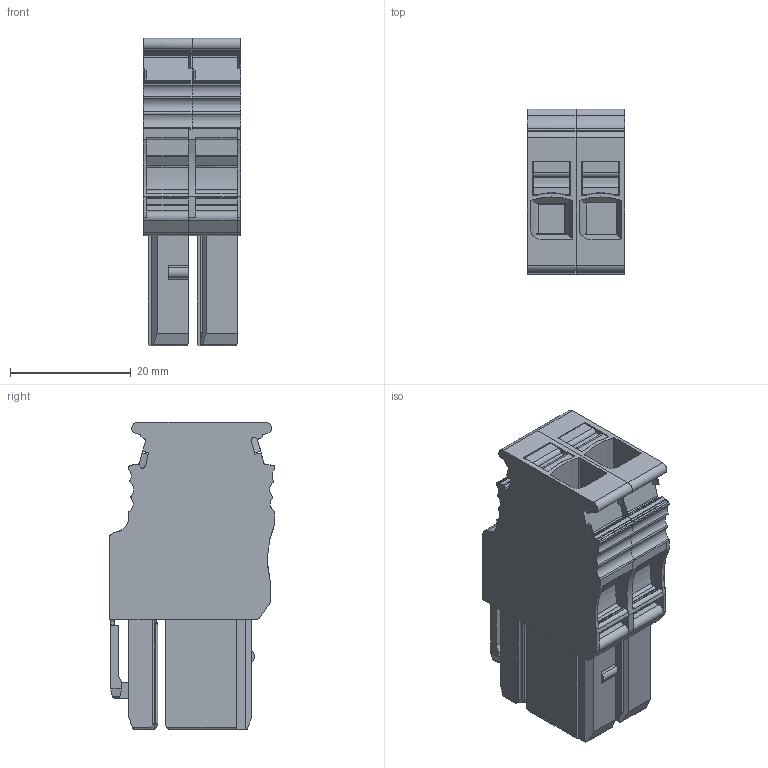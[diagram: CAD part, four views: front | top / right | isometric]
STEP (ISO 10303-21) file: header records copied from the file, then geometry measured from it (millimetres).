
FILE_DESCRIPTION(('CATIA V5 STEP Exchange','CAx-IF Rec.Pracs.--- Model Styling and Organization---1.4--- 2014-01-23'),'2;1');
FILE_NAME ('1235792-4_0', '2021-01-29T07:04:25+00:00', ('none'), ('Weidmueller'), 'CATIA Version 5-6 Release 2016 SP3 HF44', 'CATIA V5 STEP AP214', 'none');
FILE_SCHEMA(('AUTOMOTIVE_DESIGN { 1 0 10303 214 1 1 1 1 }'));
Products named in the file (1): 2762330000
Bounding box: 16.2 x 27.5 x 50.95 mm (x, y, z)
Volume: 14304.1 mm3; surface area: 13029.6 mm2
Topology: 5 solids, 17 shells, 1734 faces, 4520 edges, 2853 vertices
Faces by surface type: plane 713, cylinder 579, cone 294, extrusion 80, torus 38, bspline 30
Entity records: 55199 total; most frequent: CARTESIAN_POINT 15894, ORIENTED_EDGE 9028, DIRECTION 6419, EDGE_CURVE 4514, VERTEX_POINT 2853, VECTOR 2762, LINE 2682, AXIS2_PLACEMENT_3D 2385
